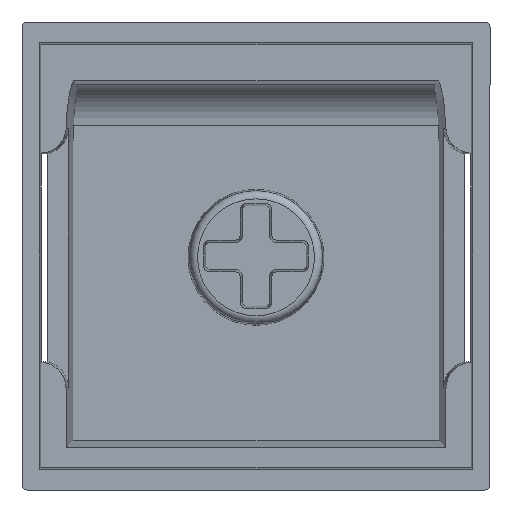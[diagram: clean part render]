
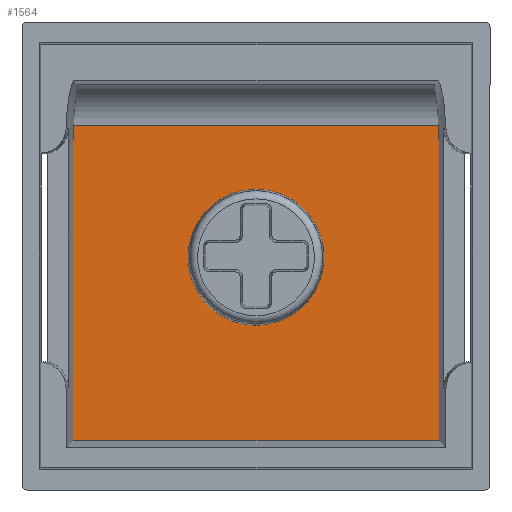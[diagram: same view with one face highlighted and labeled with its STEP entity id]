
A CAD part, front view. The second image highlights one B-rep face of the part: STEP entity #1564.
In plain terms, the highlighted planar face has unit normal (0, -1, 0).
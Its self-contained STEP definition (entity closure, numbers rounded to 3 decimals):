
#82=FACE_BOUND('',#571,.T.);
#98=PLANE('',#1700);
#148=B_SPLINE_CURVE_WITH_KNOTS('',3,(#3264,#3265,#3266,#3267,#3268,#3269,
#3270,#3271,#3272,#3273,#3274,#3275,#3276),.UNSPECIFIED.,.F.,.F.,(4,3,3,
3,4),(0.,0.027,0.04,0.064,0.076),
 .UNSPECIFIED.);
#149=B_SPLINE_CURVE_WITH_KNOTS('',3,(#3281,#3282,#3283,#3284,#3285,#3286,
#3287,#3288,#3289,#3290,#3291,#3292,#3293),.UNSPECIFIED.,.F.,.F.,(4,3,3,
3,4),(0.,0.024,0.037,0.064,
0.076),.UNSPECIFIED.);
#201=LINE('',#2523,#338);
#240=LINE('',#3278,#377);
#241=LINE('',#3279,#378);
#242=LINE('',#3294,#379);
#338=VECTOR('',#1874,1000.);
#377=VECTOR('',#1999,1000.);
#378=VECTOR('',#2000,1000.);
#379=VECTOR('',#2001,1000.);
#478=FACE_OUTER_BOUND('',#570,.T.);
#570=EDGE_LOOP('',(#1285,#1286,#1287,#1288,#1289,#1290));
#571=EDGE_LOOP('',(#1291));
#619=CIRCLE('',#1628,2.6);
#663=VERTEX_POINT('',#2178);
#736=VERTEX_POINT('',#2521);
#737=VERTEX_POINT('',#2522);
#774=VERTEX_POINT('',#3262);
#775=VERTEX_POINT('',#3263);
#776=VERTEX_POINT('',#3277);
#777=VERTEX_POINT('',#3280);
#813=EDGE_CURVE('',#663,#663,#619,.T.);
#891=EDGE_CURVE('',#736,#737,#201,.T.);
#963=EDGE_CURVE('',#774,#775,#148,.T.);
#964=EDGE_CURVE('',#776,#774,#240,.T.);
#965=EDGE_CURVE('',#737,#776,#241,.T.);
#966=EDGE_CURVE('',#777,#736,#149,.T.);
#967=EDGE_CURVE('',#775,#777,#242,.T.);
#1285=ORIENTED_EDGE('',*,*,#963,.F.);
#1286=ORIENTED_EDGE('',*,*,#964,.F.);
#1287=ORIENTED_EDGE('',*,*,#965,.F.);
#1288=ORIENTED_EDGE('',*,*,#891,.F.);
#1289=ORIENTED_EDGE('',*,*,#966,.F.);
#1290=ORIENTED_EDGE('',*,*,#967,.F.);
#1291=ORIENTED_EDGE('',*,*,#813,.F.);
#1564=ADVANCED_FACE('',(#478,#82),#98,.T.);
#1628=AXIS2_PLACEMENT_3D('',#2179,#1771,#1772);
#1700=AXIS2_PLACEMENT_3D('',#3261,#1997,#1998);
#1771=DIRECTION('center_axis',(0.,-1.,0.));
#1772=DIRECTION('ref_axis',(0.,0.,-1.));
#1874=DIRECTION('',(0.,0.,-1.));
#1997=DIRECTION('center_axis',(0.,-1.,0.));
#1998=DIRECTION('ref_axis',(0.,0.,-1.));
#1999=DIRECTION('',(0.,0.,1.));
#2000=DIRECTION('',(-1.,0.,0.));
#2001=DIRECTION('',(1.,0.,0.));
#2178=CARTESIAN_POINT('',(0.,4.7,2.55));
#2179=CARTESIAN_POINT('Origin',(0.,4.7,-0.05));
#2521=CARTESIAN_POINT('',(7.004,4.7,4.235));
#2522=CARTESIAN_POINT('',(7.004,4.7,-7.067));
#2523=CARTESIAN_POINT('',(7.004,4.7,56.187));
#3261=CARTESIAN_POINT('Origin',(0.,4.7,56.187));
#3262=CARTESIAN_POINT('',(-7.004,4.7,4.235));
#3263=CARTESIAN_POINT('',(-6.985,4.7,5.));
#3264=CARTESIAN_POINT('Ctrl Pts',(-7.004,4.7,4.235));
#3265=CARTESIAN_POINT('Ctrl Pts',(-7.004,4.7,4.324));
#3266=CARTESIAN_POINT('Ctrl Pts',(-7.004,4.7,4.414));
#3267=CARTESIAN_POINT('Ctrl Pts',(-7.002,4.7,4.504));
#3268=CARTESIAN_POINT('Ctrl Pts',(-7.002,4.7,4.546));
#3269=CARTESIAN_POINT('Ctrl Pts',(-7.001,4.7,4.589));
#3270=CARTESIAN_POINT('Ctrl Pts',(-7.,4.7,4.632));
#3271=CARTESIAN_POINT('Ctrl Pts',(-6.997,4.7,4.712));
#3272=CARTESIAN_POINT('Ctrl Pts',(-6.995,4.7,4.792));
#3273=CARTESIAN_POINT('Ctrl Pts',(-6.991,4.7,4.872));
#3274=CARTESIAN_POINT('Ctrl Pts',(-6.989,4.7,4.915));
#3275=CARTESIAN_POINT('Ctrl Pts',(-6.987,4.7,4.957));
#3276=CARTESIAN_POINT('Ctrl Pts',(-6.985,4.7,5.));
#3277=CARTESIAN_POINT('',(-7.004,4.7,-7.067));
#3278=CARTESIAN_POINT('',(-7.004,4.7,56.187));
#3279=CARTESIAN_POINT('',(-7.267,4.7,-7.067));
#3280=CARTESIAN_POINT('',(6.985,4.7,5.));
#3281=CARTESIAN_POINT('Ctrl Pts',(6.985,4.7,5.));
#3282=CARTESIAN_POINT('Ctrl Pts',(6.989,4.7,4.92));
#3283=CARTESIAN_POINT('Ctrl Pts',(6.993,4.7,4.839));
#3284=CARTESIAN_POINT('Ctrl Pts',(6.996,4.7,4.759));
#3285=CARTESIAN_POINT('Ctrl Pts',(6.997,4.7,4.717));
#3286=CARTESIAN_POINT('Ctrl Pts',(6.998,4.7,4.674));
#3287=CARTESIAN_POINT('Ctrl Pts',(7.,4.7,4.632));
#3288=CARTESIAN_POINT('Ctrl Pts',(7.002,4.7,4.542));
#3289=CARTESIAN_POINT('Ctrl Pts',(7.003,4.7,4.452));
#3290=CARTESIAN_POINT('Ctrl Pts',(7.004,4.7,4.363));
#3291=CARTESIAN_POINT('Ctrl Pts',(7.004,4.7,4.32));
#3292=CARTESIAN_POINT('Ctrl Pts',(7.004,4.7,4.277));
#3293=CARTESIAN_POINT('Ctrl Pts',(7.004,4.7,4.235));
#3294=CARTESIAN_POINT('',(0.,4.7,5.));
